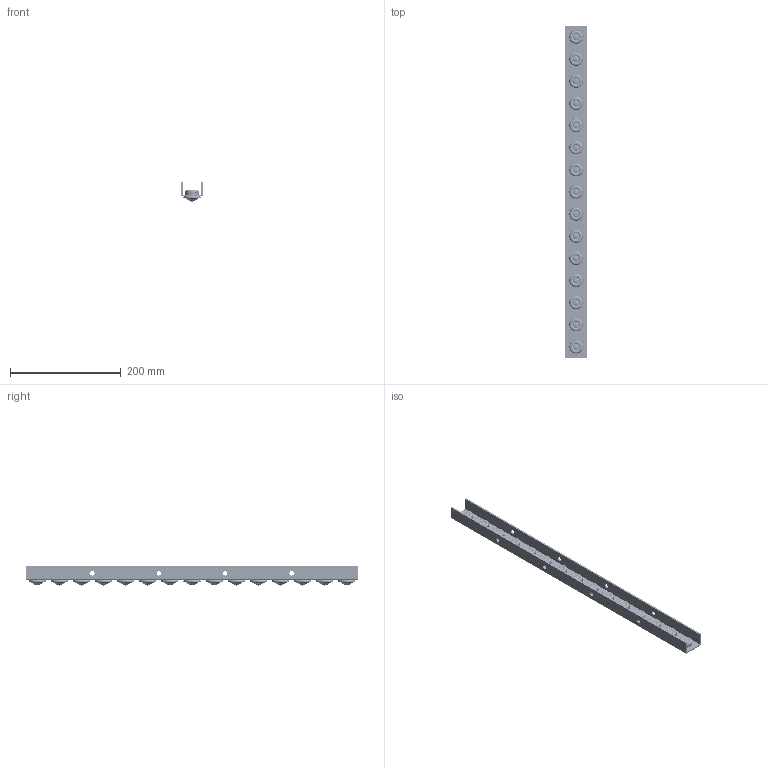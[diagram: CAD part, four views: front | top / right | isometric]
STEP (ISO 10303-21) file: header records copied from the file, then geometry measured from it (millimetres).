
FILE_DESCRIPTION((''),'2;1');
FILE_NAME('R15-600_ASM','2019-02-12T',('Adam Harley'),(''),'PRO/ENGINEER BY PARAMETRIC TECHNOLOGY CORPORATION, 2013320','PRO/ENGINEER BY PARAMETRIC TECHNOLOGY CORPORATION, 2013320','');
FILE_SCHEMA(('CONFIG_CONTROL_DESIGN'));
Products named in the file (4): L15_RAIL_600_MANUFACTURING_R1; LC15-Z; 15BALL; R15-600_ASM
Assembly tree (31 placements, depth 2):
  R15-600_ASM
    L15_RAIL_600_MANUFACTURING_R1
    LC15-Z  x15
    15BALL  x15
Bounding box: 40 x 600 x 34.5 mm (x, y, z)
Volume: 254146.6 mm3; surface area: 151973.9 mm2
Topology: 31 solids, 31 shells, 35158 faces, 101463 edges, 67492 vertices
Faces by surface type: plane 34345, cylinder 288, torus 270, cone 105, bspline 90, sphere 60
Entity records: 79316 total; most frequent: CARTESIAN_POINT 18968, ORIENTED_EDGE 13826, DIRECTION 10448, EDGE_CURVE 6913, VECTOR 4736, LINE 4736, VERTEX_POINT 4604, AXIS2_PLACEMENT_3D 2856
